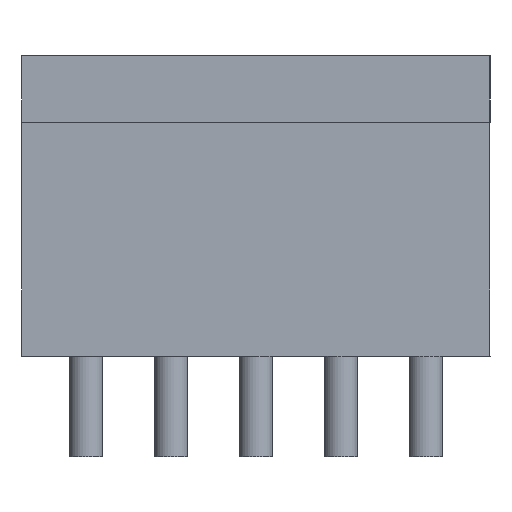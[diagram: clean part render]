
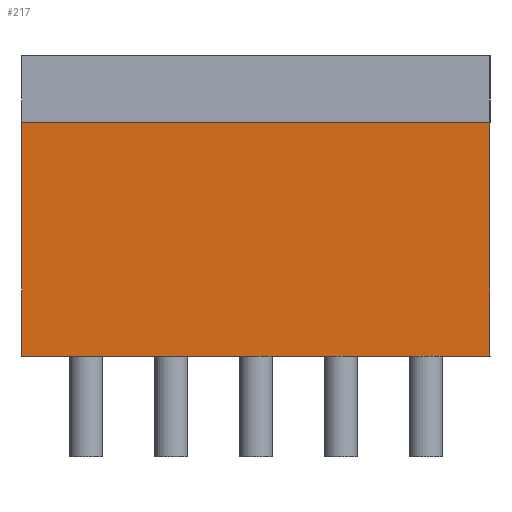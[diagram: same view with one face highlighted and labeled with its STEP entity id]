
A CAD part, left-side view. The second image highlights one B-rep face of the part: STEP entity #217.
In plain terms, the highlighted planar face has unit normal (-1, 0, 0).
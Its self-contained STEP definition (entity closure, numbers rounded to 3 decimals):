
#22 = VERTEX_POINT('',#23);
#23 = CARTESIAN_POINT('',(-18.,7.,0.));
#70 = VERTEX_POINT('',#71);
#71 = CARTESIAN_POINT('',(-18.,-7.,0.));
#86 = EDGE_CURVE('',#70,#22,#87,.T.);
#87 = LINE('',#88,#89);
#88 = CARTESIAN_POINT('',(-18.,-7.,0.));
#89 = VECTOR('',#90,1.);
#90 = DIRECTION('',(0.,1.,0.));
#140 = VERTEX_POINT('',#141);
#141 = CARTESIAN_POINT('',(-18.,7.,-7.));
#147 = EDGE_CURVE('',#22,#140,#148,.T.);
#148 = LINE('',#149,#150);
#149 = CARTESIAN_POINT('',(-18.,7.,0.));
#150 = VECTOR('',#151,1.);
#151 = DIRECTION('',(0.,0.,-1.));
#217 = ADVANCED_FACE('',(#218),#236,.T.);
#218 = FACE_BOUND('',#219,.T.);
#219 = EDGE_LOOP('',(#220,#221,#229,#235));
#220 = ORIENTED_EDGE('',*,*,#147,.T.);
#221 = ORIENTED_EDGE('',*,*,#222,.T.);
#222 = EDGE_CURVE('',#140,#223,#225,.T.);
#223 = VERTEX_POINT('',#224);
#224 = CARTESIAN_POINT('',(-18.,-7.,-7.));
#225 = LINE('',#226,#227);
#226 = CARTESIAN_POINT('',(-18.,7.,-7.));
#227 = VECTOR('',#228,1.);
#228 = DIRECTION('',(0.,-1.,0.));
#229 = ORIENTED_EDGE('',*,*,#230,.F.);
#230 = EDGE_CURVE('',#70,#223,#231,.T.);
#231 = LINE('',#232,#233);
#232 = CARTESIAN_POINT('',(-18.,-7.,0.));
#233 = VECTOR('',#234,1.);
#234 = DIRECTION('',(0.,0.,-1.));
#235 = ORIENTED_EDGE('',*,*,#86,.T.);
#236 = PLANE('',#237);
#237 = AXIS2_PLACEMENT_3D('',#238,#239,#240);
#238 = CARTESIAN_POINT('',(-18.,7.,0.));
#239 = DIRECTION('',(-1.,-0.,-0.));
#240 = DIRECTION('',(0.,-1.,0.));
